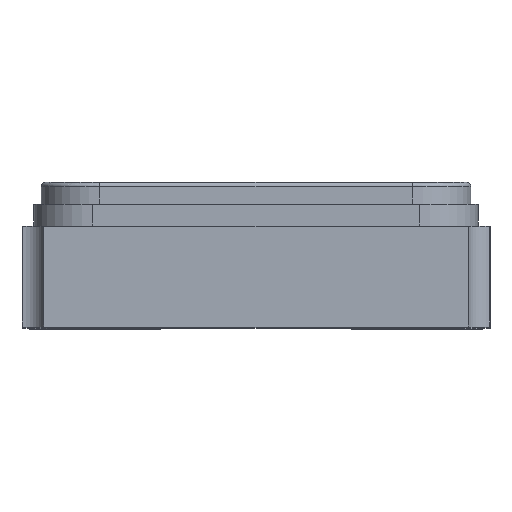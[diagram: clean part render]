
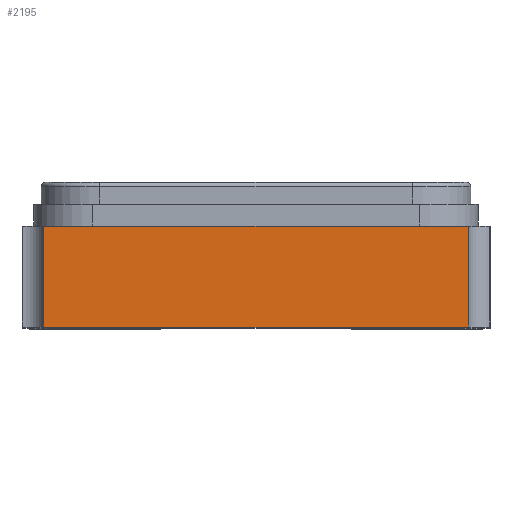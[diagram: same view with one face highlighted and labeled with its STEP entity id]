
A CAD part, top view. The second image highlights one B-rep face of the part: STEP entity #2195.
In plain terms, the highlighted planar face has unit normal (0, 0, 1).
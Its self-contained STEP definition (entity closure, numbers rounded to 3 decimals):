
#194 = LINE ( 'NONE', #1037, #2096 ) ;
#216 = ORIENTED_EDGE ( 'NONE', *, *, #2627, .F. ) ;
#234 = VERTEX_POINT ( 'NONE', #380 ) ;
#380 = CARTESIAN_POINT ( 'NONE',  ( 0.15, 0.7, 5. ) ) ;
#393 = VECTOR ( 'NONE', #1721, 1000. ) ;
#638 = DIRECTION ( 'NONE',  ( 0., 1., 0. ) ) ;
#702 = EDGE_CURVE ( 'NONE', #2479, #1154, #194, .T. ) ;
#726 = CARTESIAN_POINT ( 'NONE',  ( 3.05, 0.7, 5. ) ) ;
#928 = ORIENTED_EDGE ( 'NONE', *, *, #1155, .F. ) ;
#957 = VECTOR ( 'NONE', #638, 1000. ) ;
#1037 = CARTESIAN_POINT ( 'NONE',  ( 0., 0.01, 5. ) ) ;
#1151 = DIRECTION ( 'NONE',  ( 0., 1., 0. ) ) ;
#1154 = VERTEX_POINT ( 'NONE', #2355 ) ;
#1155 = EDGE_CURVE ( 'NONE', #1154, #234, #1613, .T. ) ;
#1164 = EDGE_CURVE ( 'NONE', #2479, #2605, #2893, .T. ) ;
#1213 = CARTESIAN_POINT ( 'NONE',  ( 1.6, 0.7, 5. ) ) ;
#1320 = CARTESIAN_POINT ( 'NONE',  ( 0., 0., 5. ) ) ;
#1540 = DIRECTION ( 'NONE',  ( -1., 0., 0. ) ) ;
#1559 = PLANE ( 'NONE',  #1840 ) ;
#1582 = DIRECTION ( 'NONE',  ( -1., 0., 0. ) ) ;
#1613 = LINE ( 'NONE', #1883, #957 ) ;
#1645 = LINE ( 'NONE', #1213, #393 ) ;
#1721 = DIRECTION ( 'NONE',  ( 1., 0., 0. ) ) ;
#1840 = AXIS2_PLACEMENT_3D ( 'NONE', #1320, #3034, #1582 ) ;
#1883 = CARTESIAN_POINT ( 'NONE',  ( 0.15, 0., 5. ) ) ;
#2096 = VECTOR ( 'NONE', #1540, 1000. ) ;
#2128 = CARTESIAN_POINT ( 'NONE',  ( 3.05, 0.01, 5. ) ) ;
#2195 = ADVANCED_FACE ( 'NONE', ( #3122 ), #1559, .F. ) ;
#2237 = VECTOR ( 'NONE', #1151, 1000. ) ;
#2355 = CARTESIAN_POINT ( 'NONE',  ( 0.15, 0.01, 5. ) ) ;
#2414 = EDGE_LOOP ( 'NONE', ( #928, #2730, #3059, #216 ) ) ;
#2479 = VERTEX_POINT ( 'NONE', #2128 ) ;
#2605 = VERTEX_POINT ( 'NONE', #726 ) ;
#2627 = EDGE_CURVE ( 'NONE', #234, #2605, #1645, .T. ) ;
#2730 = ORIENTED_EDGE ( 'NONE', *, *, #702, .F. ) ;
#2858 = CARTESIAN_POINT ( 'NONE',  ( 3.05, -0.05, 5. ) ) ;
#2893 = LINE ( 'NONE', #2858, #2237 ) ;
#3034 = DIRECTION ( 'NONE',  ( 0., 0., -1. ) ) ;
#3059 = ORIENTED_EDGE ( 'NONE', *, *, #1164, .T. ) ;
#3122 = FACE_OUTER_BOUND ( 'NONE', #2414, .T. ) ;
